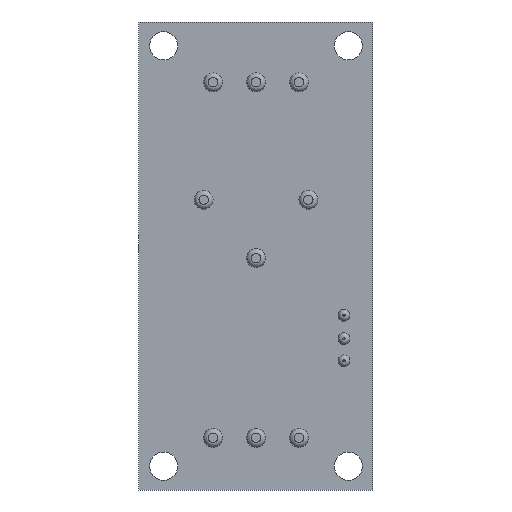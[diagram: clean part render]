
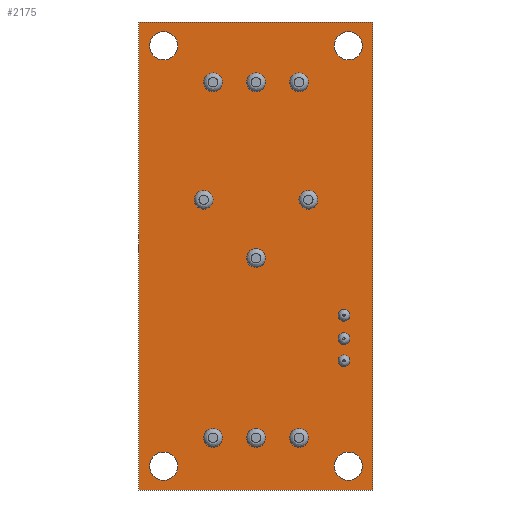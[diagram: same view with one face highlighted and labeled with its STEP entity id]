
A CAD part, front view. The second image highlights one B-rep face of the part: STEP entity #2175.
In plain terms, the highlighted planar face has unit normal (0, -1, 0).
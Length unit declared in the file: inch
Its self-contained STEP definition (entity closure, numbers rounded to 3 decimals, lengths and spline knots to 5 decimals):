
#35=FACE_BOUND('',#817,.T.);
#36=FACE_BOUND('',#818,.T.);
#37=FACE_BOUND('',#819,.T.);
#38=FACE_BOUND('',#820,.T.);
#39=FACE_BOUND('',#821,.T.);
#40=FACE_BOUND('',#822,.T.);
#41=FACE_BOUND('',#823,.T.);
#42=FACE_BOUND('',#824,.T.);
#43=FACE_BOUND('',#825,.T.);
#44=FACE_BOUND('',#826,.T.);
#45=FACE_BOUND('',#827,.T.);
#46=FACE_BOUND('',#828,.T.);
#47=FACE_BOUND('',#829,.T.);
#48=FACE_BOUND('',#830,.T.);
#49=FACE_BOUND('',#831,.T.);
#50=FACE_BOUND('',#832,.T.);
#139=PLANE('',#2388);
#326=LINE('',#3845,#520);
#329=LINE('',#3850,#523);
#331=LINE('',#3854,#525);
#333=LINE('',#3857,#527);
#520=VECTOR('',#2951,0.3937);
#523=VECTOR('',#2956,0.3937);
#525=VECTOR('',#2960,0.3937);
#527=VECTOR('',#2964,0.3937);
#672=FACE_OUTER_BOUND('',#816,.T.);
#816=EDGE_LOOP('',(#1897,#1898,#1899,#1900));
#817=EDGE_LOOP('',(#1901));
#818=EDGE_LOOP('',(#1902));
#819=EDGE_LOOP('',(#1903));
#820=EDGE_LOOP('',(#1904));
#821=EDGE_LOOP('',(#1905));
#822=EDGE_LOOP('',(#1906));
#823=EDGE_LOOP('',(#1907));
#824=EDGE_LOOP('',(#1908));
#825=EDGE_LOOP('',(#1909));
#826=EDGE_LOOP('',(#1910));
#827=EDGE_LOOP('',(#1911));
#828=EDGE_LOOP('',(#1912));
#829=EDGE_LOOP('',(#1913));
#830=EDGE_LOOP('',(#1914));
#831=EDGE_LOOP('',(#1915));
#832=EDGE_LOOP('',(#1916));
#837=CIRCLE('',#2203,0.04);
#842=CIRCLE('',#2210,0.04);
#847=CIRCLE('',#2217,0.04);
#852=CIRCLE('',#2224,0.025);
#857=CIRCLE('',#2231,0.025);
#862=CIRCLE('',#2238,0.025);
#867=CIRCLE('',#2245,0.04);
#872=CIRCLE('',#2252,0.04);
#877=CIRCLE('',#2259,0.04);
#882=CIRCLE('',#2266,0.04);
#887=CIRCLE('',#2273,0.04);
#892=CIRCLE('',#2280,0.04);
#909=CIRCLE('',#2377,0.06);
#910=CIRCLE('',#2379,0.06);
#911=CIRCLE('',#2381,0.06);
#912=CIRCLE('',#2383,0.06);
#916=VERTEX_POINT('',#3003);
#920=VERTEX_POINT('',#3042);
#924=VERTEX_POINT('',#3081);
#928=VERTEX_POINT('',#3120);
#932=VERTEX_POINT('',#3159);
#936=VERTEX_POINT('',#3198);
#940=VERTEX_POINT('',#3237);
#944=VERTEX_POINT('',#3276);
#948=VERTEX_POINT('',#3315);
#952=VERTEX_POINT('',#3354);
#956=VERTEX_POINT('',#3393);
#960=VERTEX_POINT('',#3432);
#1087=VERTEX_POINT('',#3827);
#1088=VERTEX_POINT('',#3831);
#1089=VERTEX_POINT('',#3835);
#1090=VERTEX_POINT('',#3839);
#1091=VERTEX_POINT('',#3843);
#1092=VERTEX_POINT('',#3844);
#1093=VERTEX_POINT('',#3849);
#1094=VERTEX_POINT('',#3853);
#1100=EDGE_CURVE('',#916,#916,#837,.T.);
#1106=EDGE_CURVE('',#920,#920,#842,.T.);
#1112=EDGE_CURVE('',#924,#924,#847,.T.);
#1118=EDGE_CURVE('',#928,#928,#852,.T.);
#1124=EDGE_CURVE('',#932,#932,#857,.T.);
#1130=EDGE_CURVE('',#936,#936,#862,.T.);
#1136=EDGE_CURVE('',#940,#940,#867,.T.);
#1142=EDGE_CURVE('',#944,#944,#872,.T.);
#1148=EDGE_CURVE('',#948,#948,#877,.T.);
#1154=EDGE_CURVE('',#952,#952,#882,.T.);
#1160=EDGE_CURVE('',#956,#956,#887,.T.);
#1166=EDGE_CURVE('',#960,#960,#892,.T.);
#1354=EDGE_CURVE('',#1087,#1087,#909,.T.);
#1356=EDGE_CURVE('',#1088,#1088,#910,.T.);
#1358=EDGE_CURVE('',#1089,#1089,#911,.T.);
#1360=EDGE_CURVE('',#1090,#1090,#912,.T.);
#1361=EDGE_CURVE('',#1091,#1092,#326,.T.);
#1364=EDGE_CURVE('',#1093,#1091,#329,.T.);
#1366=EDGE_CURVE('',#1094,#1093,#331,.T.);
#1368=EDGE_CURVE('',#1092,#1094,#333,.T.);
#1897=ORIENTED_EDGE('',*,*,#1368,.F.);
#1898=ORIENTED_EDGE('',*,*,#1361,.F.);
#1899=ORIENTED_EDGE('',*,*,#1364,.F.);
#1900=ORIENTED_EDGE('',*,*,#1366,.F.);
#1901=ORIENTED_EDGE('',*,*,#1166,.T.);
#1902=ORIENTED_EDGE('',*,*,#1130,.T.);
#1903=ORIENTED_EDGE('',*,*,#1106,.T.);
#1904=ORIENTED_EDGE('',*,*,#1112,.T.);
#1905=ORIENTED_EDGE('',*,*,#1148,.T.);
#1906=ORIENTED_EDGE('',*,*,#1160,.T.);
#1907=ORIENTED_EDGE('',*,*,#1142,.T.);
#1908=ORIENTED_EDGE('',*,*,#1124,.T.);
#1909=ORIENTED_EDGE('',*,*,#1100,.T.);
#1910=ORIENTED_EDGE('',*,*,#1118,.T.);
#1911=ORIENTED_EDGE('',*,*,#1136,.T.);
#1912=ORIENTED_EDGE('',*,*,#1154,.T.);
#1913=ORIENTED_EDGE('',*,*,#1360,.F.);
#1914=ORIENTED_EDGE('',*,*,#1358,.F.);
#1915=ORIENTED_EDGE('',*,*,#1356,.F.);
#1916=ORIENTED_EDGE('',*,*,#1354,.F.);
#2175=ADVANCED_FACE('',(#672,#35,#36,#37,#38,#39,#40,#41,#42,#43,#44,#45,
#46,#47,#48,#49,#50),#139,.F.);
#2203=AXIS2_PLACEMENT_3D('',#3005,#2402,#2403);
#2210=AXIS2_PLACEMENT_3D('',#3044,#2417,#2418);
#2217=AXIS2_PLACEMENT_3D('',#3083,#2432,#2433);
#2224=AXIS2_PLACEMENT_3D('',#3122,#2447,#2448);
#2231=AXIS2_PLACEMENT_3D('',#3161,#2462,#2463);
#2238=AXIS2_PLACEMENT_3D('',#3200,#2477,#2478);
#2245=AXIS2_PLACEMENT_3D('',#3239,#2492,#2493);
#2252=AXIS2_PLACEMENT_3D('',#3278,#2507,#2508);
#2259=AXIS2_PLACEMENT_3D('',#3317,#2522,#2523);
#2266=AXIS2_PLACEMENT_3D('',#3356,#2537,#2538);
#2273=AXIS2_PLACEMENT_3D('',#3395,#2552,#2553);
#2280=AXIS2_PLACEMENT_3D('',#3434,#2567,#2568);
#2377=AXIS2_PLACEMENT_3D('',#3829,#2932,#2933);
#2379=AXIS2_PLACEMENT_3D('',#3833,#2937,#2938);
#2381=AXIS2_PLACEMENT_3D('',#3837,#2942,#2943);
#2383=AXIS2_PLACEMENT_3D('',#3841,#2947,#2948);
#2388=AXIS2_PLACEMENT_3D('',#3858,#2965,#2966);
#2402=DIRECTION('center_axis',(0.,1.,0.));
#2403=DIRECTION('ref_axis',(1.,0.,0.));
#2417=DIRECTION('center_axis',(0.,1.,0.));
#2418=DIRECTION('ref_axis',(1.,0.,0.));
#2432=DIRECTION('center_axis',(0.,1.,0.));
#2433=DIRECTION('ref_axis',(1.,0.,0.));
#2447=DIRECTION('center_axis',(0.,1.,0.));
#2448=DIRECTION('ref_axis',(1.,0.,0.));
#2462=DIRECTION('center_axis',(0.,1.,0.));
#2463=DIRECTION('ref_axis',(1.,0.,0.));
#2477=DIRECTION('center_axis',(0.,1.,0.));
#2478=DIRECTION('ref_axis',(1.,0.,0.));
#2492=DIRECTION('center_axis',(0.,1.,0.));
#2493=DIRECTION('ref_axis',(1.,0.,0.));
#2507=DIRECTION('center_axis',(0.,1.,0.));
#2508=DIRECTION('ref_axis',(1.,0.,0.));
#2522=DIRECTION('center_axis',(0.,1.,0.));
#2523=DIRECTION('ref_axis',(1.,0.,0.));
#2537=DIRECTION('center_axis',(0.,1.,0.));
#2538=DIRECTION('ref_axis',(1.,0.,0.));
#2552=DIRECTION('center_axis',(0.,1.,0.));
#2553=DIRECTION('ref_axis',(1.,0.,0.));
#2567=DIRECTION('center_axis',(0.,1.,0.));
#2568=DIRECTION('ref_axis',(1.,0.,0.));
#2932=DIRECTION('center_axis',(0.,-1.,0.));
#2933=DIRECTION('ref_axis',(1.,0.,0.));
#2937=DIRECTION('center_axis',(0.,-1.,0.));
#2938=DIRECTION('ref_axis',(1.,0.,0.));
#2942=DIRECTION('center_axis',(0.,-1.,0.));
#2943=DIRECTION('ref_axis',(1.,0.,0.));
#2947=DIRECTION('center_axis',(0.,-1.,0.));
#2948=DIRECTION('ref_axis',(1.,0.,0.));
#2951=DIRECTION('',(0.,0.,-1.));
#2956=DIRECTION('',(1.,0.,0.));
#2960=DIRECTION('',(0.,0.,1.));
#2964=DIRECTION('',(-1.,0.,0.));
#2965=DIRECTION('center_axis',(0.,1.,0.));
#2966=DIRECTION('ref_axis',(0.,0.,1.));
#3003=CARTESIAN_POINT('',(-0.72375,0.,-1.7775));
#3005=CARTESIAN_POINT('Origin',(-0.68375,0.,-1.7775));
#3042=CARTESIAN_POINT('',(-0.54,0.,-1.7775));
#3044=CARTESIAN_POINT('Origin',(-0.5,0.,-1.7775));
#3081=CARTESIAN_POINT('',(-0.35625,0.,-1.7775));
#3083=CARTESIAN_POINT('Origin',(-0.31625,0.,-1.7775));
#3120=CARTESIAN_POINT('',(-0.14918,0.,-1.44787));
#3122=CARTESIAN_POINT('Origin',(-0.12418,0.,-1.44787));
#3159=CARTESIAN_POINT('',(-0.14918,0.,-1.35331));
#3161=CARTESIAN_POINT('Origin',(-0.12418,0.,-1.35331));
#3198=CARTESIAN_POINT('',(-0.14918,0.,-1.25331));
#3200=CARTESIAN_POINT('Origin',(-0.12418,0.,-1.25331));
#3237=CARTESIAN_POINT('',(-0.54,0.,-1.00898));
#3239=CARTESIAN_POINT('Origin',(-0.5,0.,-1.00898));
#3276=CARTESIAN_POINT('',(-0.76375,0.,-0.76));
#3278=CARTESIAN_POINT('Origin',(-0.72375,0.,-0.76));
#3315=CARTESIAN_POINT('',(-0.31625,0.,-0.76));
#3317=CARTESIAN_POINT('Origin',(-0.27625,0.,-0.76));
#3354=CARTESIAN_POINT('',(-0.72375,0.,-0.2575));
#3356=CARTESIAN_POINT('Origin',(-0.68375,0.,-0.2575));
#3393=CARTESIAN_POINT('',(-0.54,0.,-0.2575));
#3395=CARTESIAN_POINT('Origin',(-0.5,0.,-0.2575));
#3432=CARTESIAN_POINT('',(-0.35625,0.,-0.2575));
#3434=CARTESIAN_POINT('Origin',(-0.31625,0.,-0.2575));
#3827=CARTESIAN_POINT('',(-0.955,0.,-0.10178));
#3829=CARTESIAN_POINT('Origin',(-0.895,0.,-0.10178));
#3831=CARTESIAN_POINT('',(-0.165,0.,-0.10178));
#3833=CARTESIAN_POINT('Origin',(-0.105,0.,-0.10178));
#3835=CARTESIAN_POINT('',(-0.955,0.,-1.89822));
#3837=CARTESIAN_POINT('Origin',(-0.895,0.,-1.89822));
#3839=CARTESIAN_POINT('',(-0.165,0.,-1.89822));
#3841=CARTESIAN_POINT('Origin',(-0.105,0.,-1.89822));
#3843=CARTESIAN_POINT('',(0.,0.,0.));
#3844=CARTESIAN_POINT('',(0.,0.,-2.));
#3845=CARTESIAN_POINT('',(0.,0.,0.));
#3849=CARTESIAN_POINT('',(-1.,0.,0.));
#3850=CARTESIAN_POINT('',(-1.,0.,0.));
#3853=CARTESIAN_POINT('',(-1.,0.,-2.));
#3854=CARTESIAN_POINT('',(-1.,0.,-2.));
#3857=CARTESIAN_POINT('',(0.,0.,-2.));
#3858=CARTESIAN_POINT('Origin',(-0.5,0.,-1.));
